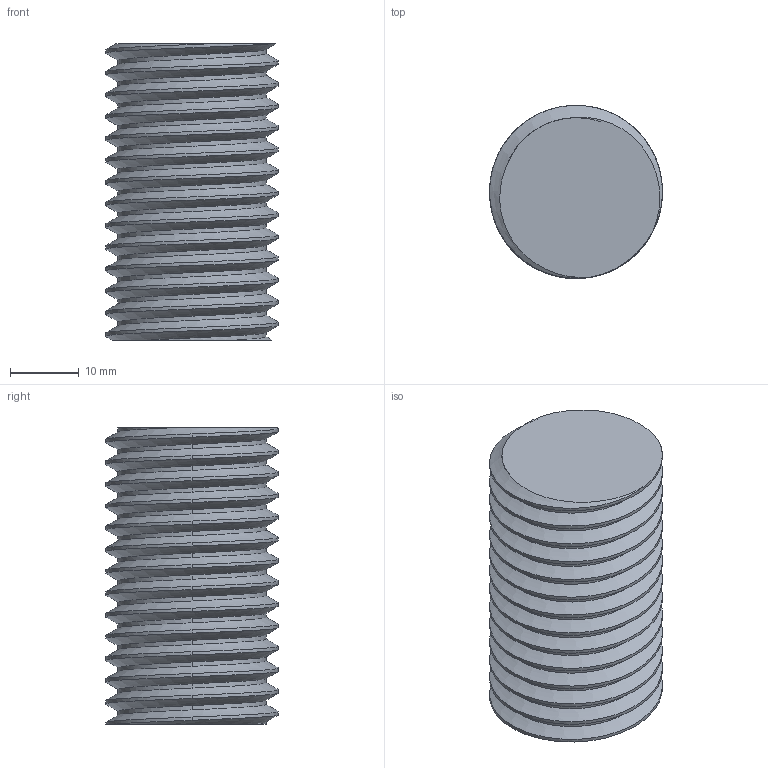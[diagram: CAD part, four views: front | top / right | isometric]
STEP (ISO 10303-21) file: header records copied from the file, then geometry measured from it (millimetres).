
FILE_DESCRIPTION(/* description */ (''),/* implementation_level */ '2;1');
FILE_NAME(/* name */ 'Untitledyo.step',/* time_stamp */ '2024-03-06T19:23:01-08:00',/* author */ (''),/* organization */ (''),/* preprocessor_version */ 'ST-DEVELOPER v20',/* originating_system */ 'Autodesk Translation Framework v12.14.0.127',/* authorisation */ '');
FILE_SCHEMA (('AUTOMOTIVE_DESIGN { 1 0 10303 214 3 1 1 }'));
Length unit declared in the file: inch
Products named in the file (1): (Unsaved)
Bounding box: 25.21 x 25.21 x 43.18 mm (x, y, z)
Volume: 18508.9 mm3; surface area: 6097 mm2
Topology: 1 solids, 1 shells, 33 faces, 93 edges, 62 vertices
Faces by surface type: cylinder 29, bspline 2, plane 2
Full cylindrical faces by diameter (mm): 21.62 x12, 25.209 x13
Entity records: 4192 total; most frequent: CARTESIAN_POINT 3425, ORIENTED_EDGE 186, DIRECTION 99, EDGE_CURVE 93, B_SPLINE_CURVE_WITH_KNOTS 62, VERTEX_POINT 62, AXIS2_PLACEMENT_3D 36, FACE_OUTER_BOUND 33
